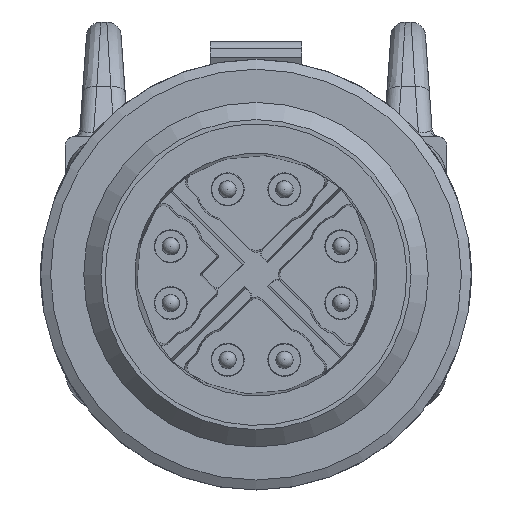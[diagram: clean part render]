
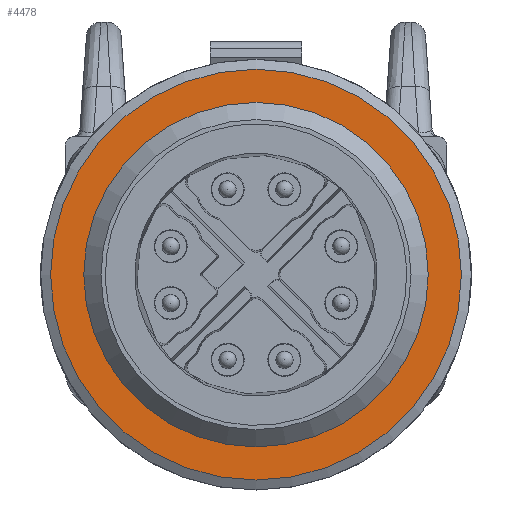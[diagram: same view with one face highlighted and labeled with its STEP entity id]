
A CAD part, front view. The second image highlights one B-rep face of the part: STEP entity #4478.
In plain terms, the highlighted planar face has unit normal (0, -1, 0).
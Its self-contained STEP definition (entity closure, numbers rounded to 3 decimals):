
#296=PLANE('',#16244);
#4478=ADVANCED_FACE('',(#5684,#5685),#296,.F.);
#5684=FACE_BOUND('',#5904,.T.);
#5685=FACE_BOUND('',#5905,.T.);
#5904=EDGE_LOOP('',(#7298));
#5905=EDGE_LOOP('',(#7299));
#7298=ORIENTED_EDGE('',*,*,#13215,.F.);
#7299=ORIENTED_EDGE('',*,*,#13214,.T.);
#11635=VERTEX_POINT('',#23607);
#11636=VERTEX_POINT('',#23610);
#13214=EDGE_CURVE('',#11635,#11635,#15340,.T.);
#13215=EDGE_CURVE('',#11636,#11636,#15341,.T.);
#15340=CIRCLE('',#16241,7.154);
#15341=CIRCLE('',#16243,6.);
#16241=AXIS2_PLACEMENT_3D('',#23606,#18251,#18252);
#16243=AXIS2_PLACEMENT_3D('',#23609,#18255,#18256);
#16244=AXIS2_PLACEMENT_3D('',#23611,#18257,#18258);
#18251=DIRECTION('',(0.,-1.,0.));
#18252=DIRECTION('',(0.866,0.,0.5));
#18255=DIRECTION('',(0.,-1.,0.));
#18256=DIRECTION('',(0.866,0.,0.5));
#18257=DIRECTION('',(0.,1.,0.));
#18258=DIRECTION('',(-0.866,0.,-0.5));
#23606=CARTESIAN_POINT('',(50.,42.5,0.));
#23607=CARTESIAN_POINT('',(56.195,42.5,3.577));
#23609=CARTESIAN_POINT('',(50.,42.5,0.));
#23610=CARTESIAN_POINT('',(55.196,42.5,3.));
#23611=CARTESIAN_POINT('',(46.423,42.5,6.195));
